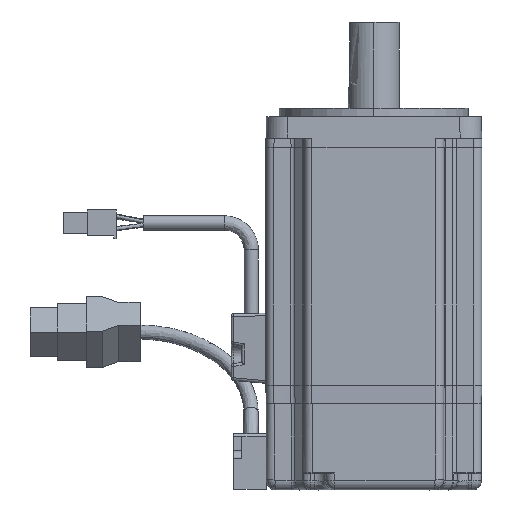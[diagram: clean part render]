
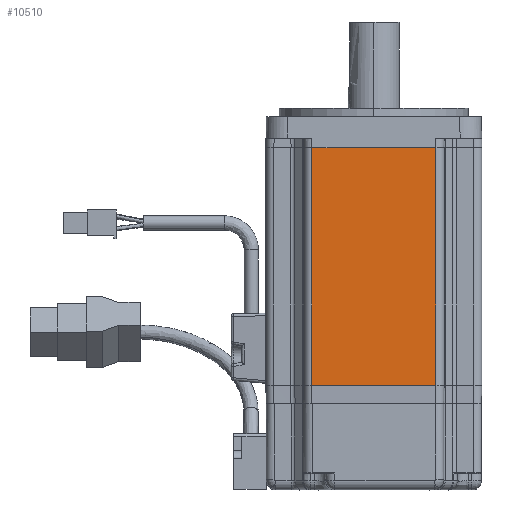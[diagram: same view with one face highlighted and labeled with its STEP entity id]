
A CAD part, left-side view. The second image highlights one B-rep face of the part: STEP entity #10510.
In plain terms, the highlighted free-form (B-spline) face has degree [1, 1] with [2, 2] control points.
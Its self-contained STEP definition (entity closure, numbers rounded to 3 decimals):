
#795=B_SPLINE_CURVE_WITH_KNOTS('',3,(#13234,#13235,#13236,#13237,#13238),
 .UNSPECIFIED.,.F.,.U.,(4,1,4),(0.,0.5,1.),.UNSPECIFIED.);
#796=B_SPLINE_CURVE_WITH_KNOTS('',3,(#13242,#13243,#13244,#13245,#13246),
 .UNSPECIFIED.,.F.,.U.,(4,1,4),(0.,0.5,1.),.UNSPECIFIED.);
#2045=VERTEX_POINT('',#12634);
#2078=VERTEX_POINT('',#12887);
#2140=VERTEX_POINT('',#13226);
#2141=VERTEX_POINT('',#13233);
#2142=VERTEX_POINT('',#13239);
#2143=VERTEX_POINT('',#13241);
#2809=VECTOR('',#4660,1.);
#2810=VECTOR('',#4661,1.);
#2811=VECTOR('',#4662,1.);
#2812=VECTOR('',#4663,1.);
#3489=LINE('',#13227,#2809);
#3490=LINE('',#13232,#2810);
#3491=LINE('',#13240,#2811);
#3492=LINE('',#13247,#2812);
#4660=DIRECTION('',(0.,0.,-1.));
#4661=DIRECTION('',(0.,-1.,0.));
#4662=DIRECTION('',(0.,1.,0.));
#4663=DIRECTION('',(0.,0.,-1.));
#6215=EDGE_CURVE('',#2140,#2045,#3489,.T.);
#6216=EDGE_CURVE('',#2141,#2045,#3490,.T.);
#6217=EDGE_CURVE('',#2142,#2140,#795,.T.);
#6218=EDGE_CURVE('',#2142,#2143,#3491,.T.);
#6219=EDGE_CURVE('',#2143,#2078,#796,.T.);
#6220=EDGE_CURVE('',#2078,#2141,#3492,.T.);
#7804=ORIENTED_EDGE('',*,*,#6216,.T.);
#7805=ORIENTED_EDGE('',*,*,#6215,.F.);
#7806=ORIENTED_EDGE('',*,*,#6217,.F.);
#7807=ORIENTED_EDGE('',*,*,#6218,.T.);
#7808=ORIENTED_EDGE('',*,*,#6219,.T.);
#7809=ORIENTED_EDGE('',*,*,#6220,.T.);
#9473=EDGE_LOOP('',(#7804,#7805,#7806,#7807,#7808,#7809));
#9992=FACE_BOUND('',#9473,.T.);
#10510=ADVANCED_FACE('',(#9992),#16308,.T.);
#12634=CARTESIAN_POINT('',(-40.,-23.,0.));
#12887=CARTESIAN_POINT('',(-40.,23.,88.));
#13226=CARTESIAN_POINT('',(-40.,-23.,88.));
#13227=CARTESIAN_POINT('',(-40.,-23.,88.));
#13228=CARTESIAN_POINT('',(-40.,23.92,-1.76));
#13229=CARTESIAN_POINT('',(-40.,23.92,89.76));
#13230=CARTESIAN_POINT('',(-40.,-23.92,-1.76));
#13231=CARTESIAN_POINT('',(-40.,-23.92,89.76));
#13232=CARTESIAN_POINT('',(-40.,23.,0.));
#13233=CARTESIAN_POINT('',(-40.,23.,0.));
#13234=CARTESIAN_POINT('',(-40.,-22.938,88.));
#13235=CARTESIAN_POINT('',(-40.,-22.948,88.));
#13236=CARTESIAN_POINT('',(-40.,-22.969,88.));
#13237=CARTESIAN_POINT('',(-40.,-22.99,88.));
#13238=CARTESIAN_POINT('',(-40.,-23.,88.));
#13239=CARTESIAN_POINT('',(-40.,-22.938,88.));
#13240=CARTESIAN_POINT('',(-40.,-22.938,88.));
#13241=CARTESIAN_POINT('',(-40.,22.938,88.));
#13242=CARTESIAN_POINT('',(-40.,22.938,88.));
#13243=CARTESIAN_POINT('',(-40.,22.948,88.));
#13244=CARTESIAN_POINT('',(-40.,22.969,88.));
#13245=CARTESIAN_POINT('',(-40.,22.99,88.));
#13246=CARTESIAN_POINT('',(-40.,23.,88.));
#13247=CARTESIAN_POINT('',(-40.,23.,88.));
#16308=B_SPLINE_SURFACE_WITH_KNOTS('',1,1,((#13228,#13229),(#13230,#13231)),
 .UNSPECIFIED.,.F.,.F.,.U.,(2,2),(2,2),(2.08,49.92),(-1.76,89.76),
 .UNSPECIFIED.);
